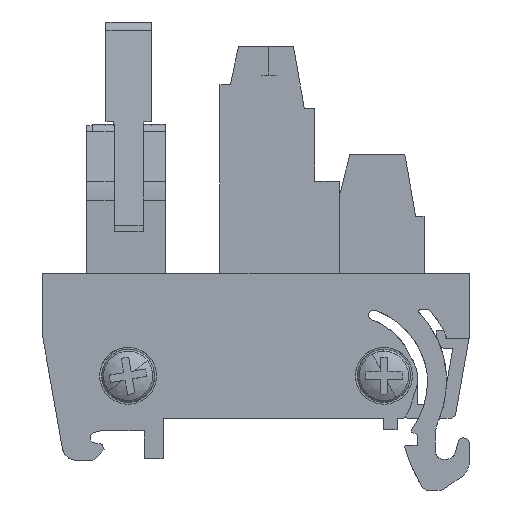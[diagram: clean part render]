
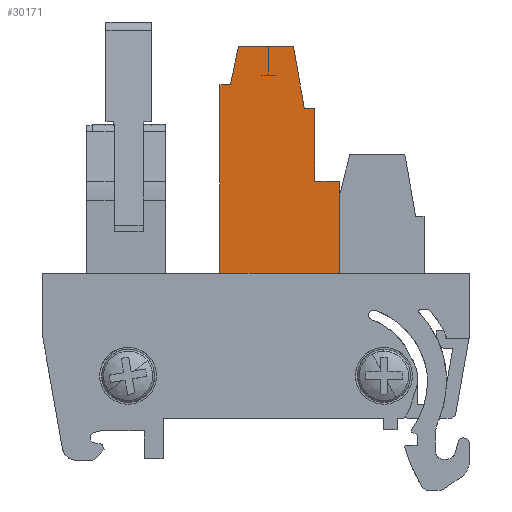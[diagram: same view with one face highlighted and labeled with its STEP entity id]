
A CAD part, left-side view. The second image highlights one B-rep face of the part: STEP entity #30171.
In plain terms, the highlighted planar face has unit normal (-1, 0, 0).
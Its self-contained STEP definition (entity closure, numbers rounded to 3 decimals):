
#30157=AXIS2_PLACEMENT_3D('Plane Axis2P3D',#30154,#30155,#30156) ;
#20931=CARTESIAN_POINT('Line Origine',(5.7,19.995,21.574)) ;
#20935=CARTESIAN_POINT('Vertex',(5.7,13.695,21.574)) ;
#20937=CARTESIAN_POINT('Vertex',(5.7,26.295,21.574)) ;
#22451=CARTESIAN_POINT('Vertex',(5.7,16.295,40.274)) ;
#22465=CARTESIAN_POINT('Vertex',(5.7,17.399,40.274)) ;
#22468=CARTESIAN_POINT('Line Origine',(5.7,16.847,40.274)) ;
#22528=CARTESIAN_POINT('Vertex',(5.7,25.195,42.774)) ;
#22542=CARTESIAN_POINT('Vertex',(5.7,26.295,42.774)) ;
#22545=CARTESIAN_POINT('Line Origine',(5.7,25.745,42.774)) ;
#23352=CARTESIAN_POINT('Vertex',(5.7,13.695,32.574)) ;
#23355=CARTESIAN_POINT('Line Origine',(5.7,13.695,27.074)) ;
#23384=CARTESIAN_POINT('Vertex',(5.7,16.295,32.574)) ;
#23387=CARTESIAN_POINT('Line Origine',(5.7,14.995,32.574)) ;
#23405=CARTESIAN_POINT('Line Origine',(5.7,16.295,36.424)) ;
#24085=CARTESIAN_POINT('Vertex',(5.7,18.545,46.774)) ;
#24088=CARTESIAN_POINT('Line Origine',(5.7,17.972,43.524)) ;
#24110=CARTESIAN_POINT('Vertex',(5.7,24.345,46.774)) ;
#24113=CARTESIAN_POINT('Line Origine',(5.7,21.445,46.774)) ;
#24709=CARTESIAN_POINT('Line Origine',(5.7,24.77,44.774)) ;
#24727=CARTESIAN_POINT('Line Origine',(5.7,26.295,32.174)) ;
#30154=CARTESIAN_POINT('Axis2P3D Location',(5.7,4.695,18.074)) ;
#20932=DIRECTION('Vector Direction',(0.,1.,0.)) ;
#22469=DIRECTION('Vector Direction',(0.,-1.,0.)) ;
#22546=DIRECTION('Vector Direction',(0.,1.,0.)) ;
#23356=DIRECTION('Vector Direction',(0.,0.,1.)) ;
#23388=DIRECTION('Vector Direction',(0.,1.,0.)) ;
#23406=DIRECTION('Vector Direction',(0.,0.,1.)) ;
#24089=DIRECTION('Vector Direction',(0.,0.174,0.985)) ;
#24114=DIRECTION('Vector Direction',(0.,1.,0.)) ;
#24710=DIRECTION('Vector Direction',(0.,0.208,-0.978)) ;
#24728=DIRECTION('Vector Direction',(0.,0.,1.)) ;
#30155=DIRECTION('Axis2P3D Direction',(-1.,0.,0.)) ;
#30156=DIRECTION('Axis2P3D XDirection',(0.,0.,1.)) ;
#20933=VECTOR('Line Direction',#20932,1.) ;
#22470=VECTOR('Line Direction',#22469,1.) ;
#22547=VECTOR('Line Direction',#22546,1.) ;
#23357=VECTOR('Line Direction',#23356,1.) ;
#23389=VECTOR('Line Direction',#23388,1.) ;
#23407=VECTOR('Line Direction',#23406,1.) ;
#24090=VECTOR('Line Direction',#24089,1.) ;
#24115=VECTOR('Line Direction',#24114,1.) ;
#24711=VECTOR('Line Direction',#24710,1.) ;
#24729=VECTOR('Line Direction',#24728,1.) ;
#30160=ORIENTED_EDGE('',*,*,#23391,.T.) ;
#30161=ORIENTED_EDGE('',*,*,#23409,.T.) ;
#30162=ORIENTED_EDGE('',*,*,#22472,.F.) ;
#30163=ORIENTED_EDGE('',*,*,#24092,.T.) ;
#30164=ORIENTED_EDGE('',*,*,#24117,.T.) ;
#30165=ORIENTED_EDGE('',*,*,#24713,.T.) ;
#30166=ORIENTED_EDGE('',*,*,#22549,.T.) ;
#30167=ORIENTED_EDGE('',*,*,#24731,.F.) ;
#30168=ORIENTED_EDGE('',*,*,#20939,.F.) ;
#30169=ORIENTED_EDGE('',*,*,#23359,.T.) ;
#30171=ADVANCED_FACE('NONE',(#30170),#30158,.T.) ;
#20939=EDGE_CURVE('',#20936,#20938,#20934,.T.) ;
#22472=EDGE_CURVE('',#22466,#22452,#22471,.T.) ;
#22549=EDGE_CURVE('',#22529,#22543,#22548,.T.) ;
#23359=EDGE_CURVE('',#20936,#23353,#23358,.T.) ;
#23391=EDGE_CURVE('',#23353,#23385,#23390,.T.) ;
#23409=EDGE_CURVE('',#23385,#22452,#23408,.T.) ;
#24092=EDGE_CURVE('',#22466,#24086,#24091,.T.) ;
#24117=EDGE_CURVE('',#24086,#24111,#24116,.T.) ;
#24713=EDGE_CURVE('',#24111,#22529,#24712,.T.) ;
#24731=EDGE_CURVE('',#20938,#22543,#24730,.T.) ;
#30159=EDGE_LOOP('',(#30160,#30161,#30162,#30163,#30164,#30165,#30166,#30167,#30168,#30169)) ;
#30170=FACE_OUTER_BOUND('',#30159,.T.) ;
#20934=LINE('Line',#20931,#20933) ;
#22471=LINE('Line',#22468,#22470) ;
#22548=LINE('Line',#22545,#22547) ;
#23358=LINE('Line',#23355,#23357) ;
#23390=LINE('Line',#23387,#23389) ;
#23408=LINE('Line',#23405,#23407) ;
#24091=LINE('Line',#24088,#24090) ;
#24116=LINE('Line',#24113,#24115) ;
#24712=LINE('Line',#24709,#24711) ;
#24730=LINE('Line',#24727,#24729) ;
#30158=PLANE('',#30157) ;
#20936=VERTEX_POINT('',#20935) ;
#20938=VERTEX_POINT('',#20937) ;
#22452=VERTEX_POINT('',#22451) ;
#22466=VERTEX_POINT('',#22465) ;
#22529=VERTEX_POINT('',#22528) ;
#22543=VERTEX_POINT('',#22542) ;
#23353=VERTEX_POINT('',#23352) ;
#23385=VERTEX_POINT('',#23384) ;
#24086=VERTEX_POINT('',#24085) ;
#24111=VERTEX_POINT('',#24110) ;
